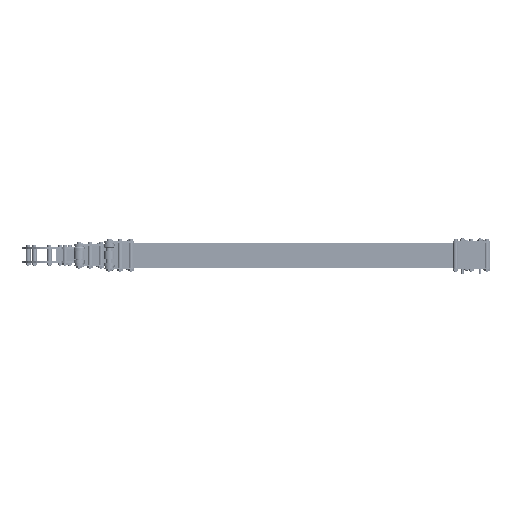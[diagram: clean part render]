
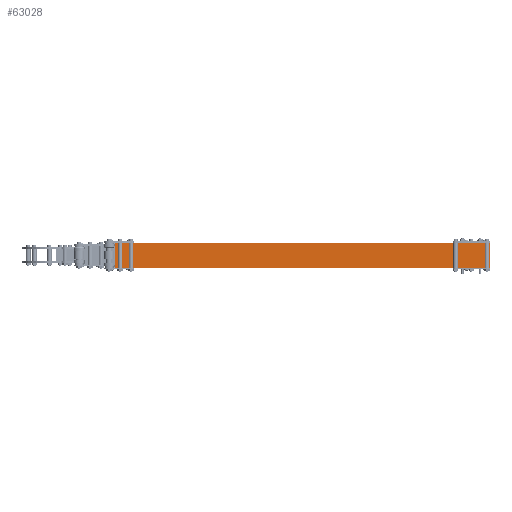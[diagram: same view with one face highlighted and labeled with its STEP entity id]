
A CAD part, left-side view. The second image highlights one B-rep face of the part: STEP entity #63028.
In plain terms, the highlighted planar face has unit normal (-1, 0, 0).
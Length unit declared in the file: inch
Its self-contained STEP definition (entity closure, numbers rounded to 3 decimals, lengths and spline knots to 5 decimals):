
#1712 = LINE ( 'NONE', #52639, #7220 ) ;
#3108 = CARTESIAN_POINT ( 'NONE',  ( 0., 0., 0. ) ) ;
#3701 = PLANE ( 'NONE',  #11461 ) ;
#4621 = ORIENTED_EDGE ( 'NONE', *, *, #63553, .F. ) ;
#6015 = ORIENTED_EDGE ( 'NONE', *, *, #45207, .T. ) ;
#6145 = ORIENTED_EDGE ( 'NONE', *, *, #41320, .T. ) ;
#7220 = VECTOR ( 'NONE', #17332, 39.37008 ) ;
#8056 = LINE ( 'NONE', #28345, #21090 ) ;
#11120 = VERTEX_POINT ( 'NONE', #3108 ) ;
#11461 = AXIS2_PLACEMENT_3D ( 'NONE', #28640, #49624, #13653 ) ;
#13653 = DIRECTION ( 'NONE',  ( 0., 0., -1. ) ) ;
#13745 = CARTESIAN_POINT ( 'NONE',  ( 0., 30., -2. ) ) ;
#16431 = EDGE_LOOP ( 'NONE', ( #6015, #22243, #4621, #6145 ) ) ;
#17332 = DIRECTION ( 'NONE',  ( 0., -1., 0. ) ) ;
#17615 = DIRECTION ( 'NONE',  ( 0., 0., 1. ) ) ;
#17974 = VERTEX_POINT ( 'NONE', #51519 ) ;
#18668 = FACE_OUTER_BOUND ( 'NONE', #16431, .T. ) ;
#21090 = VECTOR ( 'NONE', #36119, 39.37008 ) ;
#21571 = DIRECTION ( 'NONE',  ( 0., -1., 0. ) ) ;
#22243 = ORIENTED_EDGE ( 'NONE', *, *, #40758, .F. ) ;
#25267 = VECTOR ( 'NONE', #17615, 39.37008 ) ;
#28345 = CARTESIAN_POINT ( 'NONE',  ( 0., 0., 0. ) ) ;
#28640 = CARTESIAN_POINT ( 'NONE',  ( 0., 30., 0. ) ) ;
#30806 = CARTESIAN_POINT ( 'NONE',  ( 0., 30., 0. ) ) ;
#31709 = VECTOR ( 'NONE', #21571, 39.37008 ) ;
#36119 = DIRECTION ( 'NONE',  ( 0., 0., 1. ) ) ;
#40263 = VERTEX_POINT ( 'NONE', #30806 ) ;
#40758 = EDGE_CURVE ( 'NONE', #40263, #11120, #1712, .T. ) ;
#41320 = EDGE_CURVE ( 'NONE', #64503, #17974, #62843, .T. ) ;
#45207 = EDGE_CURVE ( 'NONE', #17974, #11120, #8056, .T. ) ;
#49624 = DIRECTION ( 'NONE',  ( 1., 0., 0. ) ) ;
#51519 = CARTESIAN_POINT ( 'NONE',  ( 0., 0., -2. ) ) ;
#52639 = CARTESIAN_POINT ( 'NONE',  ( 0., 30., 0. ) ) ;
#56524 = CARTESIAN_POINT ( 'NONE',  ( 0., 30., -2. ) ) ;
#58216 = LINE ( 'NONE', #63196, #25267 ) ;
#62843 = LINE ( 'NONE', #56524, #31709 ) ;
#63028 = ADVANCED_FACE ( 'NONE', ( #18668 ), #3701, .F. ) ;
#63196 = CARTESIAN_POINT ( 'NONE',  ( 0., 30., 0. ) ) ;
#63553 = EDGE_CURVE ( 'NONE', #64503, #40263, #58216, .T. ) ;
#64503 = VERTEX_POINT ( 'NONE', #13745 ) ;
